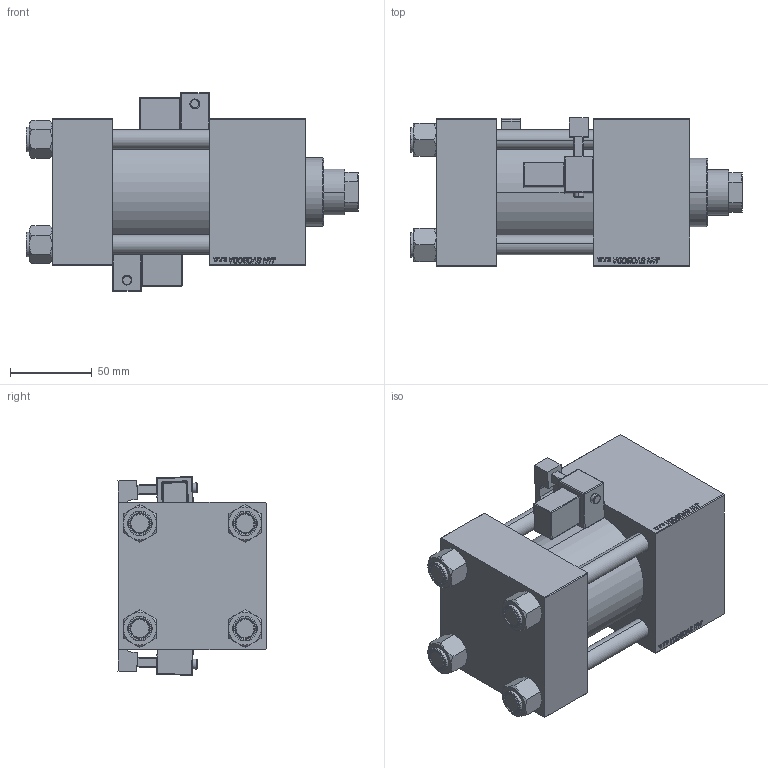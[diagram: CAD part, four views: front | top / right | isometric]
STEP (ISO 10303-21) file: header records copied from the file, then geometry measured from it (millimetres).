
FILE_DESCRIPTION (( 'STEP AP203' ), '1' );
FILE_NAME ('0e27.STEP', '2024-04-03T08:08:09', ( '' ), ( '' ), 'SwSTEP 2.0', 'SolidWorks 2019', '' );
FILE_SCHEMA (( 'CONFIG_CONTROL_DESIGN' ));
Length unit declared in the file: millimetre
Products named in the file (7): V215CR_C_Body 81edee6031f931e3f1bdfdac90bfa1bf; 0e27; V215_VC_A 81edee6031f931e3f1bdfdac90bfa1bf; V215CR_MSU 81edee6031f931e3f1bdfdac90bfa1bf; NUT_M5_C 81edee6031f931e3f1bdfdac90bfa1bf; V215CR_VCP_C 81edee6031f931e3f1bdfdac90bfa1bf; V215CR_C_TYCINKA 81edee6031f931e3f1bdfdac90bfa1bf
Assembly tree (13 placements, depth 2):
  0e27
    V215CR_C_Body 81edee6031f931e3f1bdfdac90bfa1bf
    V215CR_VCP_C 81edee6031f931e3f1bdfdac90bfa1bf
    NUT_M5_C 81edee6031f931e3f1bdfdac90bfa1bf  x4
    V215CR_C_TYCINKA 81edee6031f931e3f1bdfdac90bfa1bf  x4
    V215_VC_A 81edee6031f931e3f1bdfdac90bfa1bf
    V215CR_MSU 81edee6031f931e3f1bdfdac90bfa1bf  x2
Bounding box: 203 x 90.53 x 121.57 mm (x, y, z)
Volume: 987909.4 mm3; surface area: 191402.7 mm2
Topology: 13 solids, 13 shells, 1303 faces, 3236 edges, 2059 vertices
Faces by surface type: plane 584, bspline 392, cylinder 147, cone 136, sphere 24, torus 20
Entity records: 52447 total; most frequent: CARTESIAN_POINT 27458, ORIENTED_EDGE 5582, DIRECTION 3701, EDGE_CURVE 2791, VERTEX_POINT 1819, VECTOR 1691, LINE 1691, EDGE_LOOP 1238
